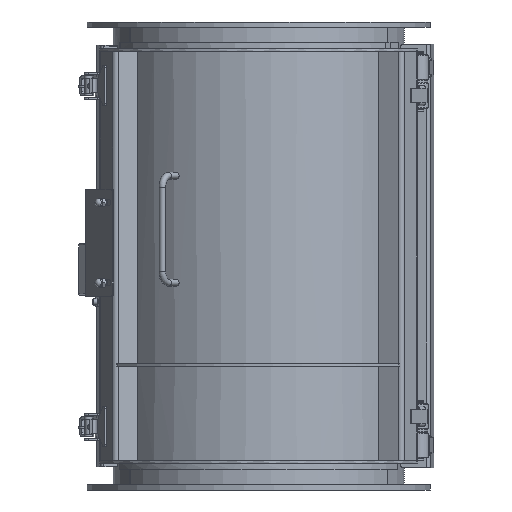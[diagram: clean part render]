
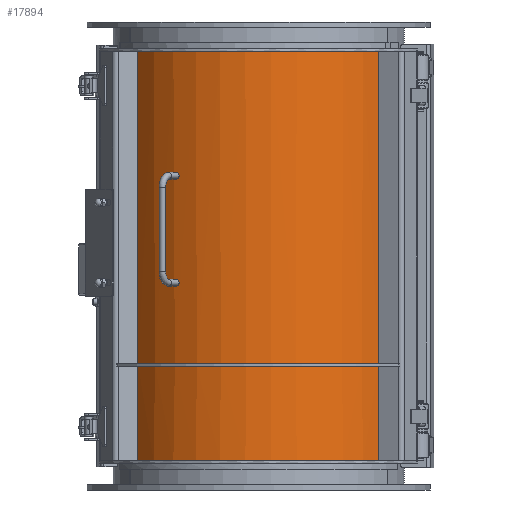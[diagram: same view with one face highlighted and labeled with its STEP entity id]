
A CAD part, front view. The second image highlights one B-rep face of the part: STEP entity #17894.
In plain terms, the highlighted cylindrical face has radius 223 mm (diameter 446 mm), a partial arc.
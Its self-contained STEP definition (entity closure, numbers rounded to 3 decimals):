
#393=LINE('',#26336,#1791);
#415=LINE('',#26698,#1813);
#419=LINE('',#26705,#1817);
#428=LINE('',#26915,#1826);
#594=LINE('',#27547,#1992);
#595=LINE('',#27552,#1993);
#1791=VECTOR('',#21150,10.);
#1813=VECTOR('',#21370,10.);
#1817=VECTOR('',#21376,10.);
#1826=VECTOR('',#21419,10.);
#1992=VECTOR('',#21891,10.);
#1993=VECTOR('',#21896,10.);
#3759=CYLINDRICAL_SURFACE('',#19245,223.);
#4111=FACE_BOUND('',#5952,.T.);
#4112=FACE_BOUND('',#5953,.T.);
#4113=FACE_BOUND('',#5954,.T.);
#4797=FACE_OUTER_BOUND('',#5951,.T.);
#5951=EDGE_LOOP('',(#13375,#13376,#13377,#13378));
#5952=EDGE_LOOP('',(#13379,#13380));
#5953=EDGE_LOOP('',(#13381,#13382));
#5954=EDGE_LOOP('',(#13383,#13384,#13385,#13386));
#7041=CIRCLE('',#18923,223.);
#7044=CIRCLE('',#18930,223.);
#7179=CIRCLE('',#19240,223.);
#7181=CIRCLE('',#19246,223.);
#7947=VERTEX_POINT('',#26333);
#7948=VERTEX_POINT('',#26335);
#8024=VERTEX_POINT('',#26689);
#8025=VERTEX_POINT('',#26691);
#8027=VERTEX_POINT('',#26697);
#8029=VERTEX_POINT('',#26703);
#8048=VERTEX_POINT('',#26913);
#8049=VERTEX_POINT('',#26914);
#8209=VERTEX_POINT('',#27545);
#8210=VERTEX_POINT('',#27546);
#8211=VERTEX_POINT('',#27550);
#8212=VERTEX_POINT('',#27551);
#9621=EDGE_CURVE('',#7947,#7948,#393,.T.);
#9722=EDGE_CURVE('',#8024,#8025,#7041,.T.);
#9725=EDGE_CURVE('',#8025,#8027,#415,.T.);
#9729=EDGE_CURVE('',#8024,#8029,#419,.T.);
#9733=EDGE_CURVE('',#8029,#8027,#7044,.T.);
#9752=EDGE_CURVE('',#8048,#8049,#428,.T.);
#9993=EDGE_CURVE('',#8209,#8210,#594,.T.);
#9995=EDGE_CURVE('',#8211,#8212,#595,.T.);
#10172=EDGE_CURVE('',#8048,#7948,#7179,.T.);
#10175=EDGE_CURVE('',#7947,#8049,#7181,.T.);
#13375=ORIENTED_EDGE('',*,*,#10175,.T.);
#13376=ORIENTED_EDGE('',*,*,#9752,.F.);
#13377=ORIENTED_EDGE('',*,*,#10172,.T.);
#13378=ORIENTED_EDGE('',*,*,#9621,.F.);
#13379=ORIENTED_EDGE('',*,*,#9995,.T.);
#13380=ORIENTED_EDGE('',*,*,#9995,.F.);
#13381=ORIENTED_EDGE('',*,*,#9993,.T.);
#13382=ORIENTED_EDGE('',*,*,#9993,.F.);
#13383=ORIENTED_EDGE('',*,*,#9733,.T.);
#13384=ORIENTED_EDGE('',*,*,#9725,.F.);
#13385=ORIENTED_EDGE('',*,*,#9722,.F.);
#13386=ORIENTED_EDGE('',*,*,#9729,.T.);
#17894=ADVANCED_FACE('',(#4797,#4111,#4112,#4113),#3759,.T.);
#18923=AXIS2_PLACEMENT_3D('',#26692,#21364,#21365);
#18930=AXIS2_PLACEMENT_3D('',#26713,#21386,#21387);
#19240=AXIS2_PLACEMENT_3D('',#27930,#22297,#22298);
#19245=AXIS2_PLACEMENT_3D('',#27936,#22308,#22309);
#19246=AXIS2_PLACEMENT_3D('',#27937,#22310,#22311);
#21150=DIRECTION('',(0.,0.,-1.));
#21364=DIRECTION('center_axis',(0.,0.,
1.));
#21365=DIRECTION('ref_axis',(-0.805,-0.594,0.));
#21370=DIRECTION('',(0.,0.,1.));
#21376=DIRECTION('',(0.,0.,1.));
#21386=DIRECTION('center_axis',(0.,0.,
1.));
#21387=DIRECTION('ref_axis',(-0.805,-0.594,0.));
#21419=DIRECTION('',(0.,0.,1.));
#21891=DIRECTION('',(0.,0.,1.));
#21896=DIRECTION('',(0.,0.,1.));
#22297=DIRECTION('center_axis',(0.,0.,
1.));
#22298=DIRECTION('ref_axis',(0.934,-0.358,0.));
#22308=DIRECTION('center_axis',(0.,0.,
1.));
#22309=DIRECTION('ref_axis',(0.934,-0.358,0.));
#22310=DIRECTION('center_axis',(0.,0.,
-1.));
#22311=DIRECTION('ref_axis',(0.934,-0.358,0.));
#26333=CARTESIAN_POINT('',(181.306,-128.991,656.));
#26335=CARTESIAN_POINT('',(181.306,-128.991,44.));
#26336=CARTESIAN_POINT('',(181.306,-128.991,44.));
#26689=CARTESIAN_POINT('',(-179.929,-132.262,185.));
#26691=CARTESIAN_POINT('',(178.938,-132.262,185.));
#26692=CARTESIAN_POINT('Origin',(-0.495,0.149,185.));
#26697=CARTESIAN_POINT('',(178.938,-132.262,189.));
#26698=CARTESIAN_POINT('',(178.938,-132.262,185.));
#26703=CARTESIAN_POINT('',(-179.929,-132.262,189.));
#26705=CARTESIAN_POINT('',(-179.929,-132.262,185.));
#26713=CARTESIAN_POINT('Origin',(-0.495,0.149,189.));
#26913=CARTESIAN_POINT('',(-182.297,-128.991,44.));
#26914=CARTESIAN_POINT('',(-182.297,-128.991,656.));
#26915=CARTESIAN_POINT('',(-182.297,-128.991,44.));
#27545=CARTESIAN_POINT('',(-123.205,-186.054,305.));
#27546=CARTESIAN_POINT('',(-123.205,-186.054,315.));
#27547=CARTESIAN_POINT('',(-123.205,-186.054,30.));
#27550=CARTESIAN_POINT('',(-123.205,-186.054,465.));
#27551=CARTESIAN_POINT('',(-123.205,-186.054,475.));
#27552=CARTESIAN_POINT('',(-123.205,-186.054,30.));
#27930=CARTESIAN_POINT('Origin',(-0.495,0.149,44.));
#27936=CARTESIAN_POINT('Origin',(-0.495,0.149,30.));
#27937=CARTESIAN_POINT('Origin',(-0.495,0.149,656.));
